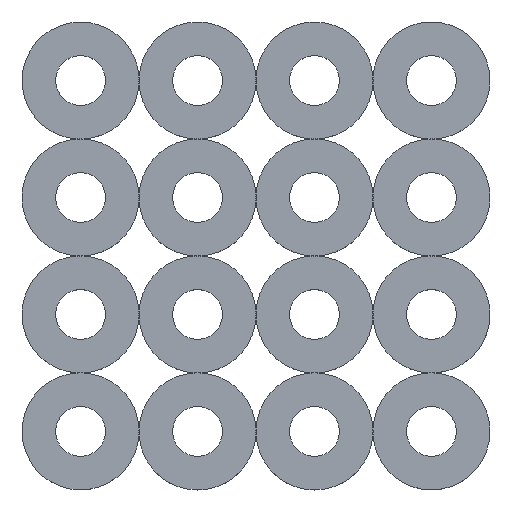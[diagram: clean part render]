
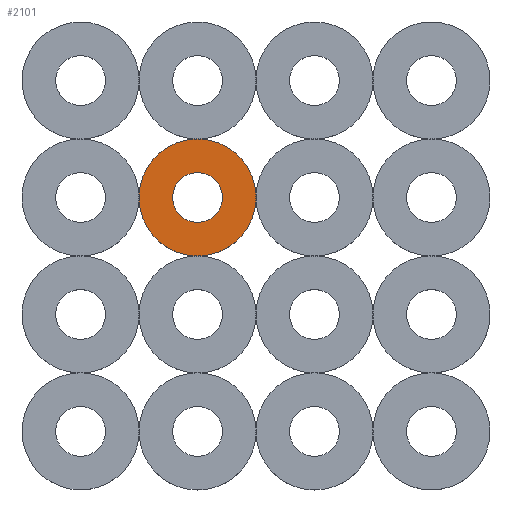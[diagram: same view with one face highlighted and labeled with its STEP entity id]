
A CAD part, top view. The second image highlights one B-rep face of the part: STEP entity #2101.
In plain terms, the highlighted planar face has unit normal (0, 0, 1).
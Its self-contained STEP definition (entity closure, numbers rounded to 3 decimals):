
#909 = VERTEX_POINT('',#910);
#910 = CARTESIAN_POINT('',(8.157,11.99,1.4));
#918 = VERTEX_POINT('',#919);
#919 = CARTESIAN_POINT('',(7.83,11.99,1.4));
#1425 = EDGE_CURVE('',#909,#918,#1426,.T.);
#1426 = CIRCLE('',#1427,4.);
#1427 = AXIS2_PLACEMENT_3D('',#1428,#1429,#1430);
#1428 = CARTESIAN_POINT('',(7.993,7.993,1.4));
#1429 = DIRECTION('',(0.,0.,1.));
#1430 = DIRECTION('',(1.,0.,0.));
#1475 = VERTEX_POINT('',#1476);
#1476 = CARTESIAN_POINT('',(3.997,15.823,1.4));
#1482 = EDGE_CURVE('',#1475,#918,#1483,.T.);
#1483 = CIRCLE('',#1484,4.);
#1484 = AXIS2_PLACEMENT_3D('',#1485,#1486,#1487);
#1485 = CARTESIAN_POINT('',(7.993,15.987,1.4));
#1486 = DIRECTION('',(0.,0.,1.));
#1487 = DIRECTION('',(1.,0.,0.));
#1581 = VERTEX_POINT('',#1582);
#1582 = CARTESIAN_POINT('',(11.99,15.823,1.4));
#1590 = EDGE_CURVE('',#909,#1581,#1591,.T.);
#1591 = CIRCLE('',#1592,4.);
#1592 = AXIS2_PLACEMENT_3D('',#1593,#1594,#1595);
#1593 = CARTESIAN_POINT('',(7.993,15.987,1.4));
#1594 = DIRECTION('',(0.,0.,1.));
#1595 = DIRECTION('',(1.,0.,0.));
#2016 = VERTEX_POINT('',#2017);
#2017 = CARTESIAN_POINT('',(3.997,16.15,1.4));
#2101 = ADVANCED_FACE('',(#2102,#2157),#2168,.T.);
#2102 = FACE_BOUND('',#2103,.T.);
#2103 = EDGE_LOOP('',(#2104,#2105,#2106,#2115,#2124,#2133,#2140,#2149,
    #2156));
#2104 = ORIENTED_EDGE('',*,*,#1425,.F.);
#2105 = ORIENTED_EDGE('',*,*,#1590,.T.);
#2106 = ORIENTED_EDGE('',*,*,#2107,.F.);
#2107 = EDGE_CURVE('',#2108,#1581,#2110,.T.);
#2108 = VERTEX_POINT('',#2109);
#2109 = CARTESIAN_POINT('',(11.99,16.15,1.4));
#2110 = CIRCLE('',#2111,4.);
#2111 = AXIS2_PLACEMENT_3D('',#2112,#2113,#2114);
#2112 = CARTESIAN_POINT('',(15.987,15.987,1.4));
#2113 = DIRECTION('',(0.,0.,1.));
#2114 = DIRECTION('',(1.,0.,0.));
#2115 = ORIENTED_EDGE('',*,*,#2116,.T.);
#2116 = EDGE_CURVE('',#2108,#2117,#2119,.T.);
#2117 = VERTEX_POINT('',#2118);
#2118 = CARTESIAN_POINT('',(8.157,19.983,1.4));
#2119 = CIRCLE('',#2120,4.);
#2120 = AXIS2_PLACEMENT_3D('',#2121,#2122,#2123);
#2121 = CARTESIAN_POINT('',(7.993,15.987,1.4));
#2122 = DIRECTION('',(0.,0.,1.));
#2123 = DIRECTION('',(1.,0.,0.));
#2124 = ORIENTED_EDGE('',*,*,#2125,.F.);
#2125 = EDGE_CURVE('',#2126,#2117,#2128,.T.);
#2126 = VERTEX_POINT('',#2127);
#2127 = CARTESIAN_POINT('',(7.83,19.983,1.4));
#2128 = CIRCLE('',#2129,4.);
#2129 = AXIS2_PLACEMENT_3D('',#2130,#2131,#2132);
#2130 = CARTESIAN_POINT('',(7.993,23.98,1.4));
#2131 = DIRECTION('',(0.,0.,1.));
#2132 = DIRECTION('',(1.,0.,0.));
#2133 = ORIENTED_EDGE('',*,*,#2134,.T.);
#2134 = EDGE_CURVE('',#2126,#2016,#2135,.T.);
#2135 = CIRCLE('',#2136,4.);
#2136 = AXIS2_PLACEMENT_3D('',#2137,#2138,#2139);
#2137 = CARTESIAN_POINT('',(7.993,15.987,1.4));
#2138 = DIRECTION('',(0.,0.,1.));
#2139 = DIRECTION('',(1.,0.,0.));
#2140 = ORIENTED_EDGE('',*,*,#2141,.F.);
#2141 = EDGE_CURVE('',#2142,#2016,#2144,.T.);
#2142 = VERTEX_POINT('',#2143);
#2143 = CARTESIAN_POINT('',(4.,15.987,1.4));
#2144 = CIRCLE('',#2145,4.);
#2145 = AXIS2_PLACEMENT_3D('',#2146,#2147,#2148);
#2146 = CARTESIAN_POINT('',(0.,15.987,1.4));
#2147 = DIRECTION('',(0.,0.,1.));
#2148 = DIRECTION('',(1.,0.,0.));
#2149 = ORIENTED_EDGE('',*,*,#2150,.F.);
#2150 = EDGE_CURVE('',#1475,#2142,#2151,.T.);
#2151 = CIRCLE('',#2152,4.);
#2152 = AXIS2_PLACEMENT_3D('',#2153,#2154,#2155);
#2153 = CARTESIAN_POINT('',(0.,15.987,1.4));
#2154 = DIRECTION('',(0.,0.,1.));
#2155 = DIRECTION('',(1.,0.,0.));
#2156 = ORIENTED_EDGE('',*,*,#1482,.T.);
#2157 = FACE_BOUND('',#2158,.T.);
#2158 = EDGE_LOOP('',(#2159));
#2159 = ORIENTED_EDGE('',*,*,#2160,.F.);
#2160 = EDGE_CURVE('',#2161,#2161,#2163,.T.);
#2161 = VERTEX_POINT('',#2162);
#2162 = CARTESIAN_POINT('',(9.693,15.987,1.4));
#2163 = CIRCLE('',#2164,1.7);
#2164 = AXIS2_PLACEMENT_3D('',#2165,#2166,#2167);
#2165 = CARTESIAN_POINT('',(7.993,15.987,1.4));
#2166 = DIRECTION('',(0.,0.,1.));
#2167 = DIRECTION('',(1.,0.,0.));
#2168 = PLANE('',#2169);
#2169 = AXIS2_PLACEMENT_3D('',#2170,#2171,#2172);
#2170 = CARTESIAN_POINT('',(7.993,15.987,1.4));
#2171 = DIRECTION('',(0.,0.,1.));
#2172 = DIRECTION('',(1.,0.,0.));
